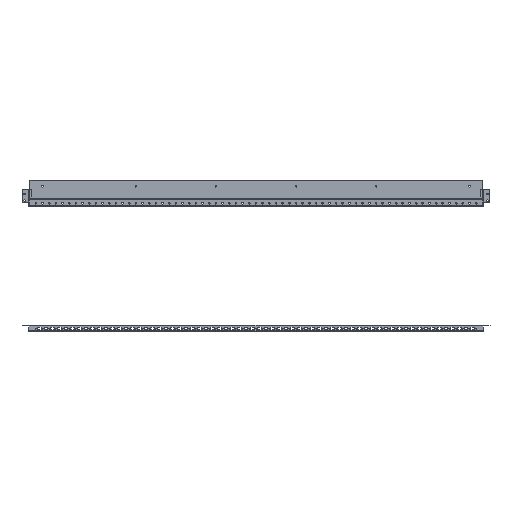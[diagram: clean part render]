
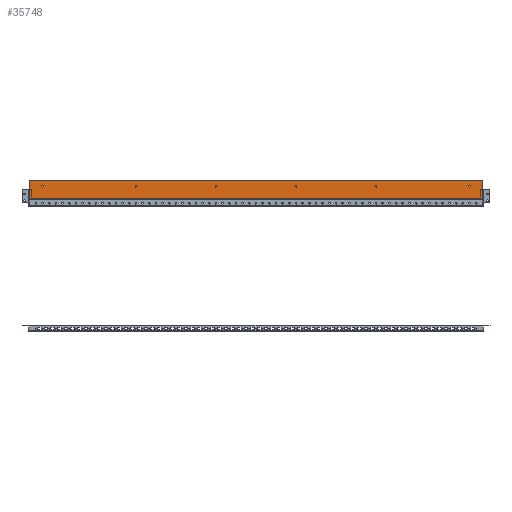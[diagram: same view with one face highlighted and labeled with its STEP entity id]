
A CAD part, left-side view. The second image highlights one B-rep face of the part: STEP entity #35748.
In plain terms, the highlighted free-form (B-spline) face has degree [1, 1] with [2, 2] control points.
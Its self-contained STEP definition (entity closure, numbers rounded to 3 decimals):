
#28920=CARTESIAN_POINT('V7',(-362.721,
   -225.555,90.137));
#28921=VERTEX_POINT('V7',#28920);
#28935=CARTESIAN_POINT('V10',(1337.279,
   -225.555,90.137));
#28936=VERTEX_POINT('V10',#28935);
#28937=CARTESIAN_POINT('E10',(-362.721,
   -225.555,90.137));
#28938=CARTESIAN_POINT('E10',(1337.279,
   -225.555,90.137));
#28939=QUASI_UNIFORM_CURVE('E10',1,(#28937,#28938),.POLYLINE_FORM.,
   .F.,.U.);
#28940=EDGE_CURVE('E10',#28921,#28936,#28939,.T.);
#34317=CARTESIAN_POINT('V1',(1287.279,
   -268.055,90.137));
#34318=VERTEX_POINT('V1',#34317);
#34344=CARTESIAN_POINT('E1',(1287.279,
   -268.055,90.137));
#34345=CARTESIAN_POINT('E1',(1281.217,
   -268.055,90.137));
#34346=CARTESIAN_POINT('E1',(1284.248,
   -273.305,90.137));
#34347=CARTESIAN_POINT('E1',(1287.279,
   -278.555,90.137));
#34348=CARTESIAN_POINT('E1',(1290.31,
   -273.305,90.137));
#34349=CARTESIAN_POINT('E1',(1293.341,
   -268.055,90.137));
#34350=CARTESIAN_POINT('E1',(1287.279,
   -268.055,90.137));
#34358=(BOUNDED_CURVE()B_SPLINE_CURVE(2,(#34344,#34345,#34346,
   #34347,#34348,#34349,#34350),.CIRCULAR_ARC.,.T.,.U.)
   B_SPLINE_CURVE_WITH_KNOTS((3,2,2,3),(0.0,0.333,
   0.667,1.0),.UNSPECIFIED.)CURVE()
   GEOMETRIC_REPRESENTATION_ITEM()RATIONAL_B_SPLINE_CURVE((1.0,
   0.5,1.0,0.5,1.0,0.5,1.0)
   )REPRESENTATION_ITEM('E1'));
#34359=EDGE_CURVE('E1',#34318,#34318,#34358,.T.);
#34386=CARTESIAN_POINT('V2',(-312.721,
   -268.055,90.137));
#34387=VERTEX_POINT('V2',#34386);
#34413=CARTESIAN_POINT('E2',(-312.721,
   -268.055,90.137));
#34414=CARTESIAN_POINT('E2',(-318.783,
   -268.055,90.137));
#34415=CARTESIAN_POINT('E2',(-315.752,
   -273.305,90.137));
#34416=CARTESIAN_POINT('E2',(-312.721,
   -278.555,90.137));
#34417=CARTESIAN_POINT('E2',(-309.69,
   -273.305,90.137));
#34418=CARTESIAN_POINT('E2',(-306.659,
   -268.055,90.137));
#34419=CARTESIAN_POINT('E2',(-312.721,
   -268.055,90.137));
#34427=(BOUNDED_CURVE()B_SPLINE_CURVE(2,(#34413,#34414,#34415,
   #34416,#34417,#34418,#34419),.CIRCULAR_ARC.,.T.,.U.)
   B_SPLINE_CURVE_WITH_KNOTS((3,2,2,3),(0.0,0.333,
   0.667,1.0),.UNSPECIFIED.)CURVE()
   GEOMETRIC_REPRESENTATION_ITEM()RATIONAL_B_SPLINE_CURVE((1.0,
   0.5,1.0,0.5,1.0,0.5,1.0)
   )REPRESENTATION_ITEM('E2'));
#34428=EDGE_CURVE('E2',#34387,#34387,#34427,.T.);
#34455=CARTESIAN_POINT('V3',(37.279,-268.055,
   90.137));
#34456=VERTEX_POINT('V3',#34455);
#34482=CARTESIAN_POINT('E3',(37.279,-268.055,
   90.137));
#34483=CARTESIAN_POINT('E3',(31.217,-268.055,
   90.137));
#34484=CARTESIAN_POINT('E3',(34.248,-273.305,
   90.137));
#34485=CARTESIAN_POINT('E3',(37.279,-278.555,
   90.137));
#34486=CARTESIAN_POINT('E3',(40.31,-273.305,
   90.137));
#34487=CARTESIAN_POINT('E3',(43.341,-268.055,
   90.137));
#34488=CARTESIAN_POINT('E3',(37.279,-268.055,
   90.137));
#34496=(BOUNDED_CURVE()B_SPLINE_CURVE(2,(#34482,#34483,#34484,
   #34485,#34486,#34487,#34488),.CIRCULAR_ARC.,.T.,.U.)
   B_SPLINE_CURVE_WITH_KNOTS((3,2,2,3),(0.0,0.333,
   0.667,1.0),.UNSPECIFIED.)CURVE()
   GEOMETRIC_REPRESENTATION_ITEM()RATIONAL_B_SPLINE_CURVE((1.0,
   0.5,1.0,0.5,1.0,0.5,1.0)
   )REPRESENTATION_ITEM('E3'));
#34497=EDGE_CURVE('E3',#34456,#34456,#34496,.T.);
#34524=CARTESIAN_POINT('V4',(337.279,
   -268.055,90.137));
#34525=VERTEX_POINT('V4',#34524);
#34551=CARTESIAN_POINT('E4',(337.279,
   -268.055,90.137));
#34552=CARTESIAN_POINT('E4',(331.217,
   -268.055,90.137));
#34553=CARTESIAN_POINT('E4',(334.248,
   -273.305,90.137));
#34554=CARTESIAN_POINT('E4',(337.279,
   -278.555,90.137));
#34555=CARTESIAN_POINT('E4',(340.31,
   -273.305,90.137));
#34556=CARTESIAN_POINT('E4',(343.341,
   -268.055,90.137));
#34557=CARTESIAN_POINT('E4',(337.279,
   -268.055,90.137));
#34565=(BOUNDED_CURVE()B_SPLINE_CURVE(2,(#34551,#34552,#34553,
   #34554,#34555,#34556,#34557),.CIRCULAR_ARC.,.T.,.U.)
   B_SPLINE_CURVE_WITH_KNOTS((3,2,2,3),(0.0,0.333,
   0.667,1.0),.UNSPECIFIED.)CURVE()
   GEOMETRIC_REPRESENTATION_ITEM()RATIONAL_B_SPLINE_CURVE((1.0,
   0.5,1.0,0.5,1.0,0.5,1.0)
   )REPRESENTATION_ITEM('E4'));
#34566=EDGE_CURVE('E4',#34525,#34525,#34565,.T.);
#34593=CARTESIAN_POINT('V5',(637.279,
   -268.055,90.137));
#34594=VERTEX_POINT('V5',#34593);
#34620=CARTESIAN_POINT('E5',(637.279,
   -268.055,90.137));
#34621=CARTESIAN_POINT('E5',(631.217,
   -268.055,90.137));
#34622=CARTESIAN_POINT('E5',(634.248,
   -273.305,90.137));
#34623=CARTESIAN_POINT('E5',(637.279,
   -278.555,90.137));
#34624=CARTESIAN_POINT('E5',(640.31,
   -273.305,90.137));
#34625=CARTESIAN_POINT('E5',(643.341,
   -268.055,90.137));
#34626=CARTESIAN_POINT('E5',(637.279,
   -268.055,90.137));
#34634=(BOUNDED_CURVE()B_SPLINE_CURVE(2,(#34620,#34621,#34622,
   #34623,#34624,#34625,#34626),.CIRCULAR_ARC.,.T.,.U.)
   B_SPLINE_CURVE_WITH_KNOTS((3,2,2,3),(0.0,0.333,
   0.667,1.0),.UNSPECIFIED.)CURVE()
   GEOMETRIC_REPRESENTATION_ITEM()RATIONAL_B_SPLINE_CURVE((1.0,
   0.5,1.0,0.5,1.0,0.5,1.0)
   )REPRESENTATION_ITEM('E5'));
#34635=EDGE_CURVE('E5',#34594,#34594,#34634,.T.);
#34662=CARTESIAN_POINT('V6',(937.279,
   -268.055,90.137));
#34663=VERTEX_POINT('V6',#34662);
#34689=CARTESIAN_POINT('E6',(937.279,
   -268.055,90.137));
#34690=CARTESIAN_POINT('E6',(931.217,
   -268.055,90.137));
#34691=CARTESIAN_POINT('E6',(934.248,
   -273.305,90.137));
#34692=CARTESIAN_POINT('E6',(937.279,
   -278.555,90.137));
#34693=CARTESIAN_POINT('E6',(940.31,
   -273.305,90.137));
#34694=CARTESIAN_POINT('E6',(943.341,
   -268.055,90.137));
#34695=CARTESIAN_POINT('E6',(937.279,
   -268.055,90.137));
#34703=(BOUNDED_CURVE()B_SPLINE_CURVE(2,(#34689,#34690,#34691,
   #34692,#34693,#34694,#34695),.CIRCULAR_ARC.,.T.,.U.)
   B_SPLINE_CURVE_WITH_KNOTS((3,2,2,3),(0.0,0.333,
   0.667,1.0),.UNSPECIFIED.)CURVE()
   GEOMETRIC_REPRESENTATION_ITEM()RATIONAL_B_SPLINE_CURVE((1.0,
   0.5,1.0,0.5,1.0,0.5,1.0)
   )REPRESENTATION_ITEM('E6'));
#34704=EDGE_CURVE('E6',#34663,#34663,#34703,.T.);
#34714=CARTESIAN_POINT('V8',(-362.721,
   -294.055,90.137));
#34715=VERTEX_POINT('V8',#34714);
#34730=CARTESIAN_POINT('V9',(1337.279,
   -294.055,90.137));
#34731=VERTEX_POINT('V9',#34730);
#34737=CARTESIAN_POINT('E8',(1337.279,
   -294.055,90.137));
#34738=CARTESIAN_POINT('E8',(-362.721,
   -294.055,90.137));
#34739=QUASI_UNIFORM_CURVE('E8',1,(#34737,#34738),.POLYLINE_FORM.,
   .F.,.U.);
#34740=EDGE_CURVE('E8',#34731,#34715,#34739,.T.);
#35689=CARTESIAN_POINT('E7',(-362.721,
   -294.055,90.137));
#35690=CARTESIAN_POINT('E7',(-362.721,
   -225.555,90.137));
#35691=QUASI_UNIFORM_CURVE('E7',1,(#35689,#35690),.POLYLINE_FORM.,
   .F.,.U.);
#35692=EDGE_CURVE('E7',#34715,#28921,#35691,.T.);
#35715=CARTESIAN_POINT('F2',(-362.751,
   -294.085,90.137));
#35716=CARTESIAN_POINT('F2',(-362.751,
   -225.525,90.137));
#35717=CARTESIAN_POINT('F2',(1337.309,
   -294.085,90.137));
#35718=CARTESIAN_POINT('F2',(1337.309,
   -225.525,90.137));
#35719=B_SPLINE_SURFACE_WITH_KNOTS('F2',1,1,((#35715,#35717),(
   #35716,#35718)),.PLANE_SURF.,.F.,.F.,.U.,(2,2),(2,2),(0.0,1.0),
   (0.0,24.797),.UNSPECIFIED.);
#35720=ORIENTED_EDGE('F349',*,*,#34740,.F.);
#35721=CARTESIAN_POINT('E9',(1337.279,
   -225.555,90.137));
#35722=CARTESIAN_POINT('E9',(1337.279,
   -294.055,90.137));
#35723=QUASI_UNIFORM_CURVE('E9',1,(#35721,#35722),.POLYLINE_FORM.,
   .F.,.U.);
#35724=EDGE_CURVE('E9',#28936,#34731,#35723,.T.);
#35725=ORIENTED_EDGE('E9',*,*,#35724,.F.);
#35726=ORIENTED_EDGE('E10',*,*,#28940,.F.);
#35727=ORIENTED_EDGE('E7',*,*,#35692,.F.);
#35728=EDGE_LOOP('F2',(#35720,#35725,#35726,#35727));
#35729=FACE_OUTER_BOUND('F2',#35728,.T.);
#35730=ORIENTED_EDGE('F24',*,*,#34704,.F.);
#35731=EDGE_LOOP('F2',(#35730));
#35732=FACE_BOUND('F2',#35731,.T.);
#35733=ORIENTED_EDGE('F23',*,*,#34635,.F.);
#35734=EDGE_LOOP('F2',(#35733));
#35735=FACE_BOUND('F2',#35734,.T.);
#35736=ORIENTED_EDGE('F22',*,*,#34566,.F.);
#35737=EDGE_LOOP('F2',(#35736));
#35738=FACE_BOUND('F2',#35737,.T.);
#35739=ORIENTED_EDGE('F21',*,*,#34497,.F.);
#35740=EDGE_LOOP('F2',(#35739));
#35741=FACE_BOUND('F2',#35740,.T.);
#35742=ORIENTED_EDGE('F20',*,*,#34428,.F.);
#35743=EDGE_LOOP('F2',(#35742));
#35744=FACE_BOUND('F2',#35743,.T.);
#35745=ORIENTED_EDGE('F19',*,*,#34359,.F.);
#35746=EDGE_LOOP('F2',(#35745));
#35747=FACE_BOUND('F2',#35746,.T.);
#35748=ADVANCED_FACE('F2',(#35729,#35732,#35735,#35738,#35741,#35744,
   #35747),#35719,.F.);
